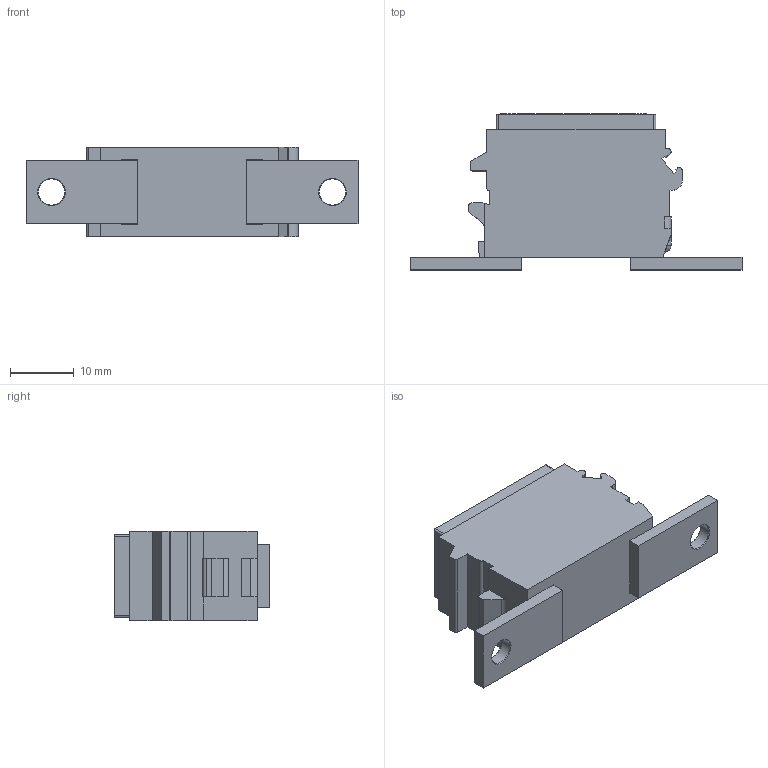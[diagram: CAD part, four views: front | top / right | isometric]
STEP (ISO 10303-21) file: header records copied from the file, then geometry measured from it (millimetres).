
FILE_DESCRIPTION((''),'2;1');
FILE_NAME('00175820202','2020-09-01T',('presta_be4'),(''),'CREO PARAMETRIC BY PTC INC, 2018360','CREO PARAMETRIC BY PTC INC, 2018360','');
FILE_SCHEMA(('CONFIG_CONTROL_DESIGN'));
Products named in the file (1): 00175820202
Bounding box: 52 x 24.42 x 14 mm (x, y, z)
Volume: 7908.4 mm3; surface area: 11778.6 mm2
Topology: 6 solids, 6 shells, 4100 faces, 10656 edges, 6662 vertices
Faces by surface type: plane 2388, cylinder 707, cone 696, torus 292, bspline 17
Entity records: 131971 total; most frequent: CARTESIAN_POINT 30313, DIRECTION 21685, ORIENTED_EDGE 21256, EDGE_CURVE 10628, AXIS2_PLACEMENT_3D 7985, VERTEX_POINT 6662, VECTOR 5715, LINE 5715
